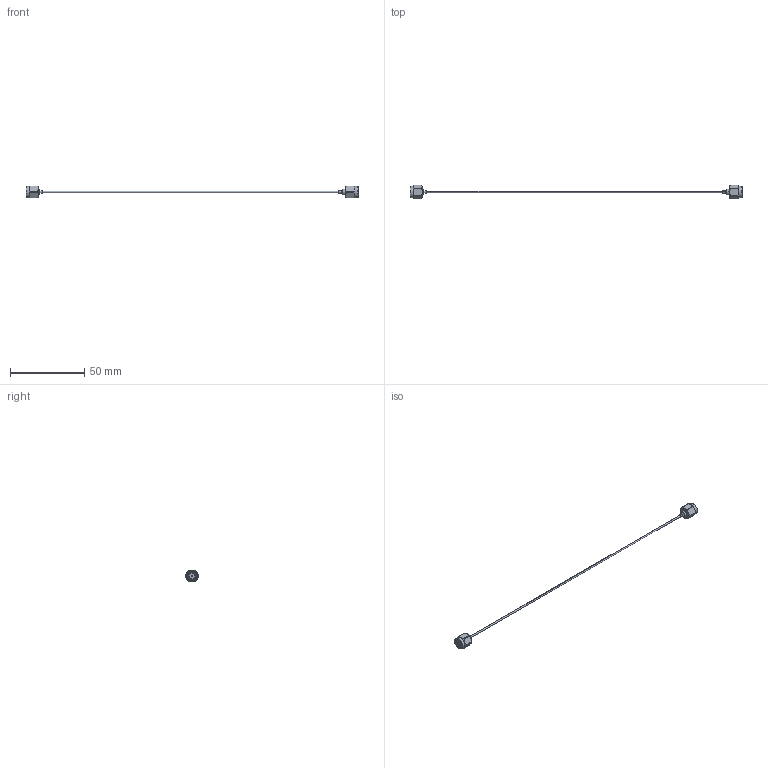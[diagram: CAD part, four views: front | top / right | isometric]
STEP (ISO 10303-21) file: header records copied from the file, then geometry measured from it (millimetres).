
FILE_DESCRIPTION (( 'STEP AP214' ), '1' );
FILE_NAME ('FMCA100383_3D.step', '2025-09-05T22:30:18', ( '' ), ( '' ), 'SwSTEP 2.0', 'SolidWorks 2022', '' );
FILE_SCHEMA (( 'AUTOMOTIVE_DESIGN' ));
Length unit declared in the file: inch
Products named in the file (4): PE517811; PE517810; FMCA100383_3D; PE-SR047-NM^FMCA100383_WITH LABEL
Assembly tree (3 placements, depth 2):
  FMCA100383_3D
    PE-SR047-NM^FMCA100383_WITH LABEL
    PE517810
    PE517811
Bounding box: 222.92 x 8.99 x 7.94 mm (x, y, z)
Volume: 909.2 mm3; surface area: 1911.6 mm2
Topology: 3 solids, 3 shells, 154 faces, 360 edges, 228 vertices
Faces by surface type: cylinder 78, plane 34, cone 32, bspline 10
Entity records: 7134 total; most frequent: CARTESIAN_POINT 3552, ORIENTED_EDGE 720, DIRECTION 692, EDGE_CURVE 360, AXIS2_PLACEMENT_3D 286, VERTEX_POINT 228, EDGE_LOOP 170, FACE_OUTER_BOUND 154
